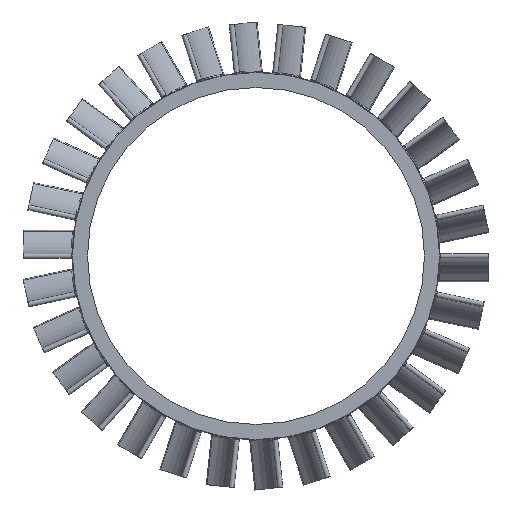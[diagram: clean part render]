
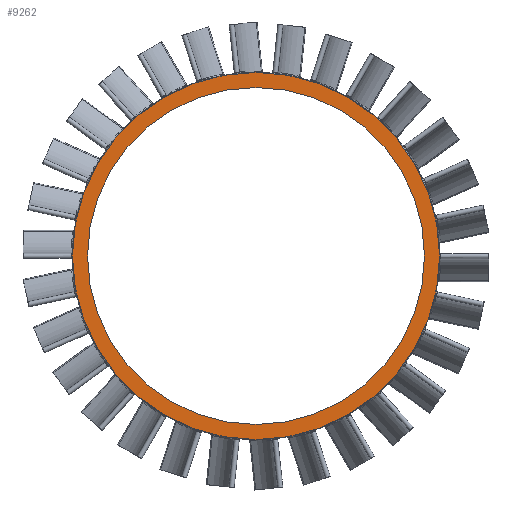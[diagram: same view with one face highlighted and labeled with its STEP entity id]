
A CAD part, left-side view. The second image highlights one B-rep face of the part: STEP entity #9262.
In plain terms, the highlighted planar face has unit normal (-1, 0, 0).
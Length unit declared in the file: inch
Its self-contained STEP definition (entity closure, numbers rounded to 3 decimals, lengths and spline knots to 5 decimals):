
#116=CARTESIAN_POINT('',(0.,0.,0.));
#117=DIRECTION('',(-1.,0.,0.));
#118=DIRECTION('',(0.,-1.,0.));
#119=AXIS2_PLACEMENT_3D('',#116,#117,#118);
#125=CARTESIAN_POINT('',(0.,0.,0.));
#126=DIRECTION('',(-1.,0.,0.));
#127=DIRECTION('',(0.,1.,0.));
#128=AXIS2_PLACEMENT_3D('',#125,#126,#127);
#133=CARTESIAN_POINT('',(0.,0.,0.));
#134=DIRECTION('',(1.,0.,0.));
#135=DIRECTION('',(0.,-1.,0.));
#136=AXIS2_PLACEMENT_3D('',#133,#134,#135);
#141=CARTESIAN_POINT('',(0.,0.,0.));
#142=DIRECTION('',(1.,0.,0.));
#143=DIRECTION('',(0.,1.,0.));
#144=AXIS2_PLACEMENT_3D('',#141,#142,#143);
#8741=CARTESIAN_POINT('',(0.,-67.005,0.));
#8742=CARTESIAN_POINT('',(0.,67.005,0.));
#8743=VERTEX_POINT('',#8741);
#8744=VERTEX_POINT('',#8742);
#8745=CARTESIAN_POINT('',(0.,-73.005,0.));
#8746=CARTESIAN_POINT('',(0.,73.005,0.));
#8747=VERTEX_POINT('',#8745);
#8748=VERTEX_POINT('',#8746);
#9245=CARTESIAN_POINT('',(0.,0.,0.));
#9246=DIRECTION('',(1.,0.,0.));
#9247=DIRECTION('',(0.,-1.,0.));
#9248=AXIS2_PLACEMENT_3D('',#9245,#9246,#9247);
#9249=PLANE('',#9248);
#9251=ORIENTED_EDGE('',*,*,#9250,.T.);
#9253=ORIENTED_EDGE('',*,*,#9252,.T.);
#9254=EDGE_LOOP('',(#9251,#9253));
#9255=FACE_OUTER_BOUND('',#9254,.F.);
#9257=ORIENTED_EDGE('',*,*,#9256,.T.);
#9259=ORIENTED_EDGE('',*,*,#9258,.T.);
#9260=EDGE_LOOP('',(#9257,#9259));
#9261=FACE_BOUND('',#9260,.F.);
#120=CIRCLE('',#119,67.005);
#129=CIRCLE('',#128,67.005);
#137=CIRCLE('',#136,73.005);
#145=CIRCLE('',#144,73.005);
#9250=EDGE_CURVE('',#8747,#8748,#137,.T.);
#9252=EDGE_CURVE('',#8748,#8747,#145,.T.);
#9256=EDGE_CURVE('',#8743,#8744,#120,.T.);
#9258=EDGE_CURVE('',#8744,#8743,#129,.T.);
#9262=ADVANCED_FACE('',(#9255,#9261),#9249,.F.);
